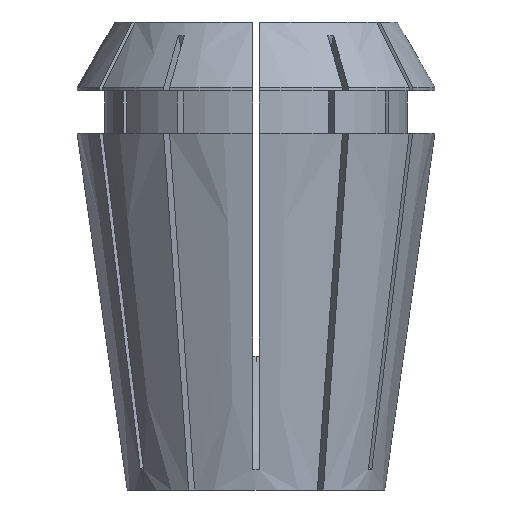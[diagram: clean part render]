
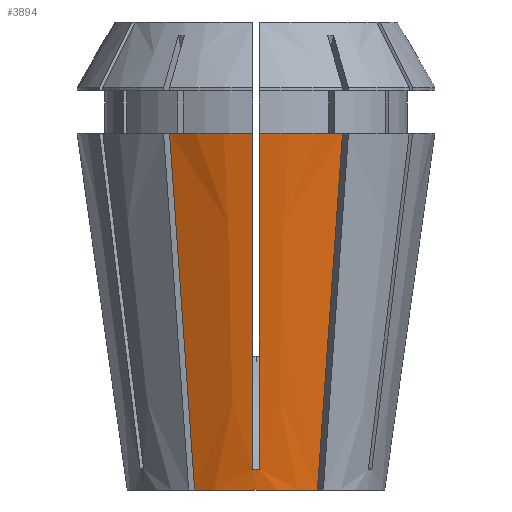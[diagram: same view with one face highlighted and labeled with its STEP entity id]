
A CAD part, left-side view. The second image highlights one B-rep face of the part: STEP entity #3894.
In plain terms, the highlighted conical face has half-angle 8 degrees and reference radius 9.36 mm.
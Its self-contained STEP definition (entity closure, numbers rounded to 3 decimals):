
#64 = CARTESIAN_POINT ( 'NONE',  ( 0., 0., 25.9 ) ) ;
#151 = CARTESIAN_POINT ( 'NONE',  ( -10.464, -5.753, 18.366 ) ) ;
#213 = CARTESIAN_POINT ( 'NONE',  ( -10.63, -0.25, 9.058 ) ) ;
#223 = CARTESIAN_POINT ( 'NONE',  ( -12.232, 0.25, 20.454 ) ) ;
#224 = CARTESIAN_POINT ( 'NONE',  ( -9.572, -0.083, 1.499 ) ) ;
#341 = VERTEX_POINT ( 'NONE', #2725 ) ;
#394 = B_SPLINE_CURVE_WITH_KNOTS ( 'NONE', 3,
 ( #3637, #3059, #1782, #1750, #3344, #213, #2108, #2390, #2711, #838 ),
 .UNSPECIFIED., .F., .F.,
 ( 4, 3, 3, 4 ),
 ( 0.049, 0.054, 0.071, 0.073 ),
 .UNSPECIFIED. ) ;
#404 = ORIENTED_EDGE ( 'NONE', *, *, #912, .F. ) ;
#480 = AXIS2_PLACEMENT_3D ( 'NONE', #3343, #1173, #3669 ) ;
#501 = EDGE_CURVE ( 'NONE', #2582, #1748, #3051, .T. ) ;
#536 = AXIS2_PLACEMENT_3D ( 'NONE', #3791, #1941, #3466 ) ;
#562 = CARTESIAN_POINT ( 'NONE',  ( -9.655, 0.25, 2.121 ) ) ;
#605 = EDGE_CURVE ( 'NONE', #1939, #714, #1079, .T. ) ;
#616 = CARTESIAN_POINT ( 'NONE',  ( -12.998, 0.25, 25.9 ) ) ;
#714 = VERTEX_POINT ( 'NONE', #2577 ) ;
#725 = DIRECTION ( 'NONE',  ( 0., 0., -1. ) ) ;
#742 = CARTESIAN_POINT ( 'NONE',  ( -8.362, 4.539, 1.099 ) ) ;
#838 = CARTESIAN_POINT ( 'NONE',  ( -9.568, -0.25, 1.502 ) ) ;
#841 = CARTESIAN_POINT ( 'NONE',  ( -9.742, 0.25, 2.741 ) ) ;
#870 = AXIS2_PLACEMENT_3D ( 'NONE', #3412, #3432, #2814 ) ;
#902 = CARTESIAN_POINT ( 'NONE',  ( -9.568, 0.25, 1.502 ) ) ;
#912 = EDGE_CURVE ( 'NONE', #1939, #341, #1757, .T. ) ;
#987 = CARTESIAN_POINT ( 'NONE',  ( -9.568, -0.25, 1.502 ) ) ;
#1056 = CARTESIAN_POINT ( 'NONE',  ( -11.382, -6.282, 25.9 ) ) ;
#1079 = CIRCLE ( 'NONE', #536, 13. ) ;
#1150 = CARTESIAN_POINT ( 'NONE',  ( -9.829, 0.25, 3.36 ) ) ;
#1151 = CARTESIAN_POINT ( 'NONE',  ( -9.568, -0.25, 1.502 ) ) ;
#1173 = DIRECTION ( 'NONE',  ( 0., 0., 1. ) ) ;
#1175 = ORIENTED_EDGE ( 'NONE', *, *, #2379, .T. ) ;
#1221 = CONICAL_SURFACE ( 'NONE', #480, 9.36, 0.14 ) ;
#1543 = EDGE_CURVE ( 'NONE', #2885, #2936, #3984, .T. ) ;
#1640 = CIRCLE ( 'NONE', #870, 9.36 ) ;
#1643 = CARTESIAN_POINT ( 'NONE',  ( -10.464, 5.753, 18.366 ) ) ;
#1648 = EDGE_CURVE ( 'NONE', #341, #1748, #1640, .T. ) ;
#1726 = CARTESIAN_POINT ( 'NONE',  ( -11.382, -6.282, 25.9 ) ) ;
#1748 = VERTEX_POINT ( 'NONE', #3730 ) ;
#1750 = CARTESIAN_POINT ( 'NONE',  ( -12.232, -0.25, 20.454 ) ) ;
#1757 = B_SPLINE_CURVE_WITH_KNOTS ( 'NONE', 3,
 ( #1726, #151, #2969, #2035, #2680, #2341, #3949 ),
 .UNSPECIFIED., .F., .F.,
 ( 4, 3, 4 ),
 ( 0., 0.023, 0.026 ),
 .UNSPECIFIED. ) ;
#1771 = CARTESIAN_POINT ( 'NONE',  ( -9.568, 0.25, 1.502 ) ) ;
#1782 = CARTESIAN_POINT ( 'NONE',  ( -12.488, -0.25, 22.27 ) ) ;
#1792 = CARTESIAN_POINT ( 'NONE',  ( -12.488, 0.25, 22.27 ) ) ;
#1804 = CARTESIAN_POINT ( 'NONE',  ( -11.431, 0.25, 14.756 ) ) ;
#1881 = EDGE_LOOP ( 'NONE', ( #404, #3205, #2158, #1970, #3957, #1175, #2359, #1909 ) ) ;
#1909 = ORIENTED_EDGE ( 'NONE', *, *, #1648, .F. ) ;
#1923 = B_SPLINE_CURVE_WITH_KNOTS ( 'NONE', 3,
 ( #3034, #3653, #224, #1151 ),
 .UNSPECIFIED., .F., .F.,
 ( 4, 4 ),
 ( 0., 0.001 ),
 .UNSPECIFIED. ) ;
#1939 = VERTEX_POINT ( 'NONE', #1056 ) ;
#1941 = DIRECTION ( 'NONE',  ( 0., 0., -1. ) ) ;
#1970 = ORIENTED_EDGE ( 'NONE', *, *, #2552, .F. ) ;
#1977 = CARTESIAN_POINT ( 'NONE',  ( -8.63, 4.694, 3.298 ) ) ;
#2035 = CARTESIAN_POINT ( 'NONE',  ( -8.63, -4.694, 3.298 ) ) ;
#2096 = CARTESIAN_POINT ( 'NONE',  ( -12.998, 0.25, 25.9 ) ) ;
#2108 = CARTESIAN_POINT ( 'NONE',  ( -9.829, -0.25, 3.36 ) ) ;
#2113 = CIRCLE ( 'NONE', #4071, 13. ) ;
#2158 = ORIENTED_EDGE ( 'NONE', *, *, #3317, .T. ) ;
#2167 = CARTESIAN_POINT ( 'NONE',  ( -11.382, 6.282, 25.9 ) ) ;
#2322 = CARTESIAN_POINT ( 'NONE',  ( -11.382, 6.282, 25.9 ) ) ;
#2341 = CARTESIAN_POINT ( 'NONE',  ( -8.362, -4.539, 1.099 ) ) ;
#2359 = ORIENTED_EDGE ( 'NONE', *, *, #501, .T. ) ;
#2379 = EDGE_CURVE ( 'NONE', #2885, #2582, #2113, .T. ) ;
#2390 = CARTESIAN_POINT ( 'NONE',  ( -9.742, -0.25, 2.741 ) ) ;
#2552 = EDGE_CURVE ( 'NONE', #2936, #2718, #1923, .T. ) ;
#2577 = CARTESIAN_POINT ( 'NONE',  ( -12.998, -0.25, 25.9 ) ) ;
#2582 = VERTEX_POINT ( 'NONE', #2167 ) ;
#2628 = CARTESIAN_POINT ( 'NONE',  ( -8.496, 4.617, 2.199 ) ) ;
#2665 = CARTESIAN_POINT ( 'NONE',  ( -8.228, 4.462, 0. ) ) ;
#2680 = CARTESIAN_POINT ( 'NONE',  ( -8.496, -4.617, 2.199 ) ) ;
#2711 = CARTESIAN_POINT ( 'NONE',  ( -9.655, -0.25, 2.121 ) ) ;
#2718 = VERTEX_POINT ( 'NONE', #987 ) ;
#2725 = CARTESIAN_POINT ( 'NONE',  ( -8.228, -4.462, 0. ) ) ;
#2790 = FACE_OUTER_BOUND ( 'NONE', #1881, .T. ) ;
#2814 = DIRECTION ( 'NONE',  ( -1., 0., 0. ) ) ;
#2885 = VERTEX_POINT ( 'NONE', #616 ) ;
#2897 = CARTESIAN_POINT ( 'NONE',  ( -9.547, 5.223, 10.832 ) ) ;
#2936 = VERTEX_POINT ( 'NONE', #902 ) ;
#2969 = CARTESIAN_POINT ( 'NONE',  ( -9.547, -5.223, 10.832 ) ) ;
#3034 = CARTESIAN_POINT ( 'NONE',  ( -9.568, 0.25, 1.502 ) ) ;
#3051 = B_SPLINE_CURVE_WITH_KNOTS ( 'NONE', 3,
 ( #2322, #1643, #2897, #1977, #2628, #742, #2665 ),
 .UNSPECIFIED., .F., .F.,
 ( 4, 3, 4 ),
 ( 0., 0.023, 0.026 ),
 .UNSPECIFIED. ) ;
#3059 = CARTESIAN_POINT ( 'NONE',  ( -12.743, -0.25, 24.085 ) ) ;
#3205 = ORIENTED_EDGE ( 'NONE', *, *, #605, .T. ) ;
#3317 = EDGE_CURVE ( 'NONE', #714, #2718, #394, .T. ) ;
#3337 = CARTESIAN_POINT ( 'NONE',  ( -10.63, 0.25, 9.058 ) ) ;
#3343 = CARTESIAN_POINT ( 'NONE',  ( 0., 0., 0. ) ) ;
#3344 = CARTESIAN_POINT ( 'NONE',  ( -11.431, -0.25, 14.756 ) ) ;
#3412 = CARTESIAN_POINT ( 'NONE',  ( 0., 0., 0. ) ) ;
#3432 = DIRECTION ( 'NONE',  ( 0., 0., -1. ) ) ;
#3466 = DIRECTION ( 'NONE',  ( -1., 0., 0. ) ) ;
#3524 = DIRECTION ( 'NONE',  ( -1., 0., 0. ) ) ;
#3637 = CARTESIAN_POINT ( 'NONE',  ( -12.998, -0.25, 25.9 ) ) ;
#3653 = CARTESIAN_POINT ( 'NONE',  ( -9.572, 0.083, 1.499 ) ) ;
#3669 = DIRECTION ( 'NONE',  ( 1., 0., 0. ) ) ;
#3673 = CARTESIAN_POINT ( 'NONE',  ( -12.743, 0.25, 24.085 ) ) ;
#3730 = CARTESIAN_POINT ( 'NONE',  ( -8.228, 4.462, 0. ) ) ;
#3791 = CARTESIAN_POINT ( 'NONE',  ( 0., 0., 25.9 ) ) ;
#3894 = ADVANCED_FACE ( 'NONE', ( #2790 ), #1221, .T. ) ;
#3949 = CARTESIAN_POINT ( 'NONE',  ( -8.228, -4.462, 0. ) ) ;
#3957 = ORIENTED_EDGE ( 'NONE', *, *, #1543, .F. ) ;
#3984 = B_SPLINE_CURVE_WITH_KNOTS ( 'NONE', 3,
 ( #2096, #3673, #1792, #223, #1804, #3337, #1150, #841, #562, #1771 ),
 .UNSPECIFIED., .F., .F.,
 ( 4, 3, 3, 4 ),
 ( 0.049, 0.054, 0.071, 0.073 ),
 .UNSPECIFIED. ) ;
#4071 = AXIS2_PLACEMENT_3D ( 'NONE', #64, #725, #3524 ) ;
